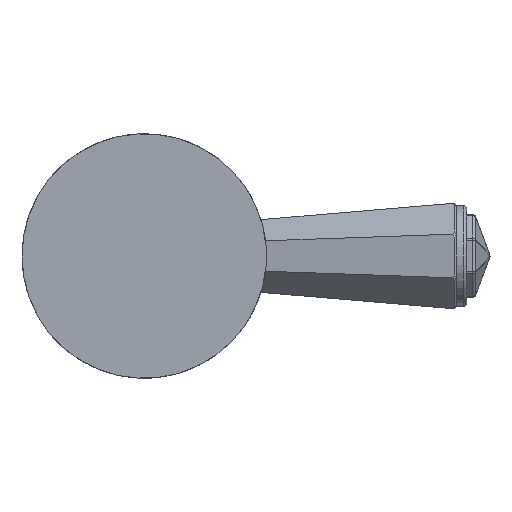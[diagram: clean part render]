
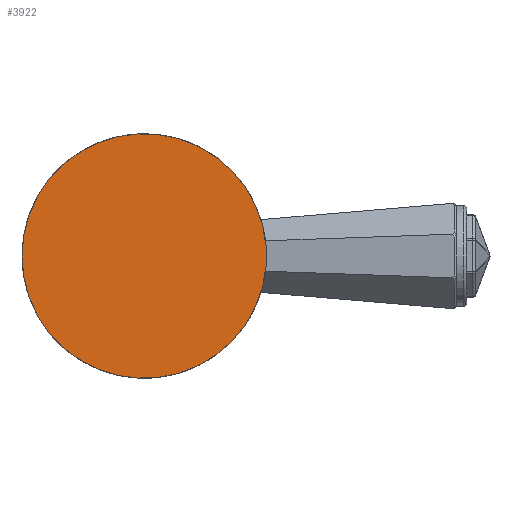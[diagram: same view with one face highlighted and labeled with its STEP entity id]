
A CAD part, front view. The second image highlights one B-rep face of the part: STEP entity #3922.
In plain terms, the highlighted planar face has unit normal (0, -1, 0).
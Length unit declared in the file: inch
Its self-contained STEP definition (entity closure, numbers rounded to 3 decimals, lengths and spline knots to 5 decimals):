
#1518=CARTESIAN_POINT('',(0.,-1.667,0.));
#1519=DIRECTION('',(0.,-1.,0.));
#1520=DIRECTION('',(0.11,0.,-0.994));
#1521=AXIS2_PLACEMENT_3D('',#1518,#1519,#1520);
#1557=CARTESIAN_POINT('',(0.,-1.667,0.));
#1558=DIRECTION('',(0.,-1.,0.));
#1559=DIRECTION('',(0.11,0.,0.994));
#1560=AXIS2_PLACEMENT_3D('',#1557,#1558,#1559);
#1982=CARTESIAN_POINT('',(0.13068,-1.667,-1.18029));
#1983=VERTEX_POINT('',#1982);
#1986=CARTESIAN_POINT('',(0.13068,-1.667,1.18029));
#1987=VERTEX_POINT('',#1986);
#3912=CARTESIAN_POINT('',(1.343,-1.667,0.));
#3913=DIRECTION('',(0.,-1.,0.));
#3914=DIRECTION('',(-1.,0.,0.));
#3915=AXIS2_PLACEMENT_3D('',#3912,#3913,#3914);
#3916=PLANE('',#3915);
#3917=ORIENTED_EDGE('',*,*,#3890,.F.);
#3919=ORIENTED_EDGE('',*,*,#3918,.F.);
#3920=EDGE_LOOP('',(#3917,#3919));
#3921=FACE_OUTER_BOUND('',#3920,.F.);
#3922=ADVANCED_FACE('',(#3921),#3916,.T.);
#1522=CIRCLE('',#1521,1.1875);
#1561=CIRCLE('',#1560,1.1875);
#3890=EDGE_CURVE('',#1983,#1987,#1522,.T.);
#3918=EDGE_CURVE('',#1987,#1983,#1561,.T.);
